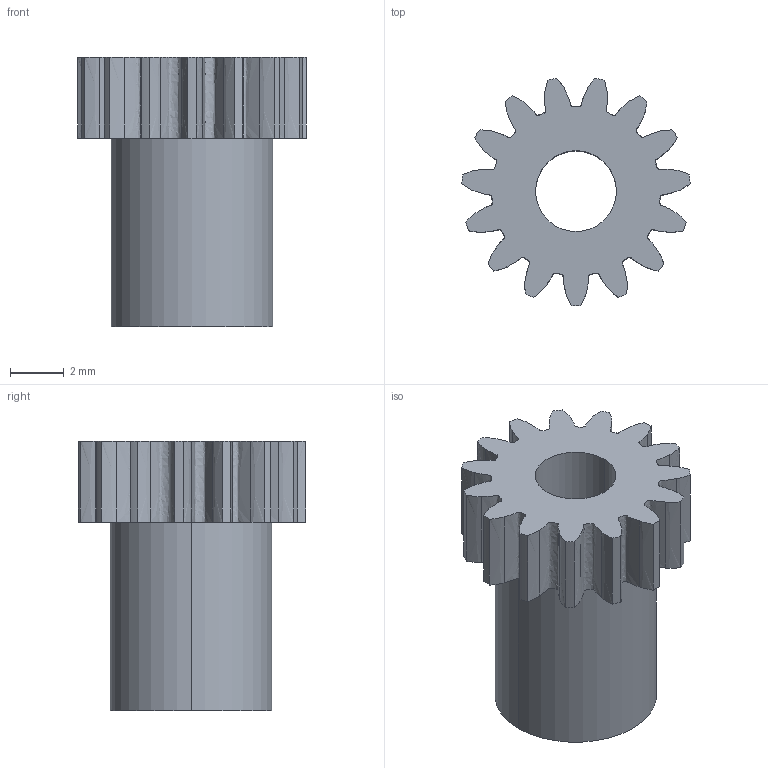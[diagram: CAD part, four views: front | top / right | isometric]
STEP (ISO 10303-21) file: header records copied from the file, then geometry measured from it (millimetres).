
FILE_DESCRIPTION (( 'STEP AP203' ), '1' );
FILE_NAME ('119-005-015.STEP', '2010-02-25T13:44:30', ( 'WMH Herion Antriebstechnik GmbH' ), ( 'WMH Herion Antriebstechnik GmbH' ), 'SwSTEP 2.0', 'SolidWorks 2010', '' );
FILE_SCHEMA (( 'CONFIG_CONTROL_DESIGN' ));
Length unit declared in the file: millimetre
Products named in the file (1): 119-005-015
Bounding box: 8.48 x 8.44 x 10 mm (x, y, z)
Volume: 260.1 mm3; surface area: 436.4 mm2
Topology: 1 solids, 1 shells, 67 faces, 192 edges, 128 vertices
Faces by surface type: bspline 45, cylinder 19, plane 3
Entity records: 3525 total; most frequent: CARTESIAN_POINT 1963, ORIENTED_EDGE 384, EDGE_CURVE 192, DIRECTION 186, VERTEX_POINT 128, B_SPLINE_CURVE_WITH_KNOTS 90, EDGE_LOOP 70, ADVANCED_FACE 67
